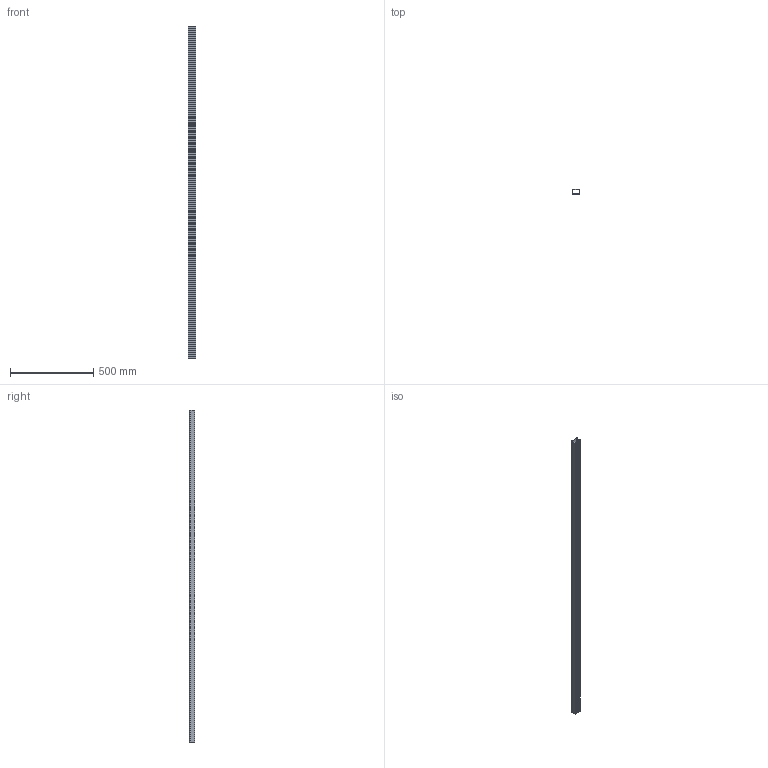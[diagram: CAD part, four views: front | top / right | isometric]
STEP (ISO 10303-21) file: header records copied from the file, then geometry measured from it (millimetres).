
FILE_DESCRIPTION (( 'STEP AP214' ), '1' );
FILE_NAME ('6026850.stp', '2017-05-23T13:08:25', ( '' ), ( '' ), 'SwSTEP 2.0', 'SolidWorks 2016', '' );
FILE_SCHEMA (( 'AUTOMOTIVE_DESIGN' ));
Length unit declared in the file: millimetre
Products named in the file (3): 6026850; WDK 01.002-019_Standard; WDK 01.003-009_Standard
Assembly tree (2 placements, depth 2):
  6026850
    WDK 01.002-019_Standard
    WDK 01.003-009_Standard
Bounding box: 45 x 30.2 x 2000 mm (x, y, z)
Volume: 403103.6 mm3; surface area: 616467 mm2
Topology: 2 solids, 2 shells, 108 faces, 312 edges, 208 vertices
Faces by surface type: plane 62, cylinder 46
Entity records: 3678 total; most frequent: CARTESIAN_POINT 837, ORIENTED_EDGE 624, DIRECTION 494, EDGE_CURVE 312, LINE 220, VECTOR 220, VERTEX_POINT 208, AXIS2_PLACEMENT_3D 137
